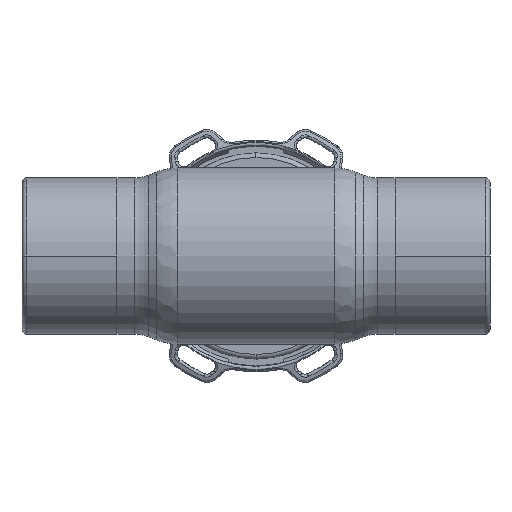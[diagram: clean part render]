
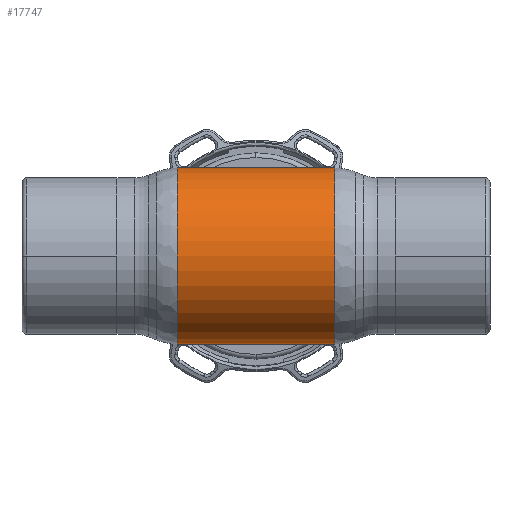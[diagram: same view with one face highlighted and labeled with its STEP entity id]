
A CAD part, front view. The second image highlights one B-rep face of the part: STEP entity #17747.
In plain terms, the highlighted cylindrical face has radius 19 mm (diameter 38 mm), a partial arc.
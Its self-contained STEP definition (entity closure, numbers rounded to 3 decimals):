
#149 = VERTEX_POINT ( 'NONE', #14996 ) ;
#841 = CARTESIAN_POINT ( 'NONE',  ( -62.69, 0., -19. ) ) ;
#1021 = DIRECTION ( 'NONE',  ( -1., 0., 0. ) ) ;
#1039 = DIRECTION ( 'NONE',  ( -1., 0., 0. ) ) ;
#1194 = LINE ( 'NONE', #841, #24673 ) ;
#3356 = AXIS2_PLACEMENT_3D ( 'NONE', #3993, #1039, #20087 ) ;
#3697 = EDGE_CURVE ( 'NONE', #21777, #149, #1194, .T. ) ;
#3993 = CARTESIAN_POINT ( 'NONE',  ( -62.69, 0., 0. ) ) ;
#4274 = CARTESIAN_POINT ( 'NONE',  ( 16.967, 0., 0. ) ) ;
#6360 = AXIS2_PLACEMENT_3D ( 'NONE', #4274, #33408, #30772 ) ;
#7440 = AXIS2_PLACEMENT_3D ( 'NONE', #23305, #20183, #15445 ) ;
#9787 = ORIENTED_EDGE ( 'NONE', *, *, #23056, .T. ) ;
#11738 = CARTESIAN_POINT ( 'NONE',  ( -62.69, 0., 19. ) ) ;
#12100 = CYLINDRICAL_SURFACE ( 'NONE', #3356, 19. ) ;
#13469 = LINE ( 'NONE', #11738, #29787 ) ;
#14055 = CIRCLE ( 'NONE', #7440, 19. ) ;
#14759 = CARTESIAN_POINT ( 'NONE',  ( 16.967, 0., -19. ) ) ;
#14996 = CARTESIAN_POINT ( 'NONE',  ( -16.967, 0., -19. ) ) ;
#15445 = DIRECTION ( 'NONE',  ( 0., 0., 1. ) ) ;
#16907 = EDGE_LOOP ( 'NONE', ( #16989, #9787, #21756, #19863 ) ) ;
#16989 = ORIENTED_EDGE ( 'NONE', *, *, #3697, .F. ) ;
#17747 = ADVANCED_FACE ( 'NONE', ( #33320 ), #12100, .T. ) ;
#19863 = ORIENTED_EDGE ( 'NONE', *, *, #23040, .F. ) ;
#20087 = DIRECTION ( 'NONE',  ( 0., 0., 1. ) ) ;
#20183 = DIRECTION ( 'NONE',  ( -1., 0., 0. ) ) ;
#21756 = ORIENTED_EDGE ( 'NONE', *, *, #28790, .T. ) ;
#21777 = VERTEX_POINT ( 'NONE', #14759 ) ;
#22955 = CIRCLE ( 'NONE', #6360, 19. ) ;
#23040 = EDGE_CURVE ( 'NONE', #149, #30314, #14055, .T. ) ;
#23056 = EDGE_CURVE ( 'NONE', #21777, #25322, #22955, .T. ) ;
#23305 = CARTESIAN_POINT ( 'NONE',  ( -16.967, 0., 0. ) ) ;
#24673 = VECTOR ( 'NONE', #1021, 1000. ) ;
#25322 = VERTEX_POINT ( 'NONE', #33404 ) ;
#28790 = EDGE_CURVE ( 'NONE', #25322, #30314, #13469, .T. ) ;
#29787 = VECTOR ( 'NONE', #32610, 1000. ) ;
#30314 = VERTEX_POINT ( 'NONE', #33932 ) ;
#30772 = DIRECTION ( 'NONE',  ( 0., 0., 1. ) ) ;
#32610 = DIRECTION ( 'NONE',  ( -1., 0., 0. ) ) ;
#33320 = FACE_OUTER_BOUND ( 'NONE', #16907, .T. ) ;
#33404 = CARTESIAN_POINT ( 'NONE',  ( 16.967, 0., 19. ) ) ;
#33408 = DIRECTION ( 'NONE',  ( -1., 0., 0. ) ) ;
#33932 = CARTESIAN_POINT ( 'NONE',  ( -16.967, 0., 19. ) ) ;
